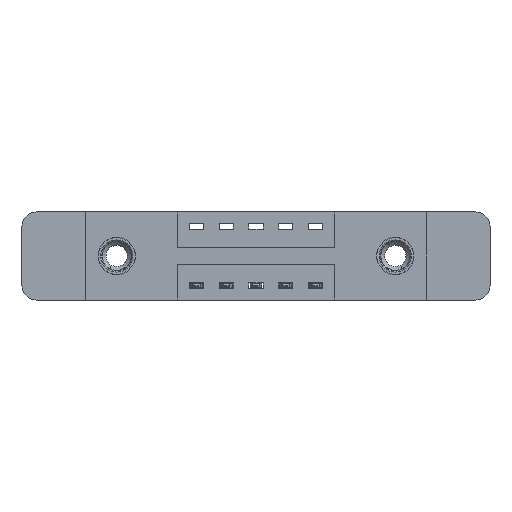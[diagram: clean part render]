
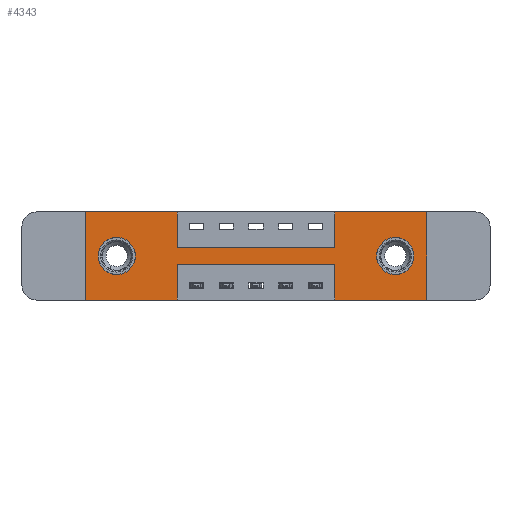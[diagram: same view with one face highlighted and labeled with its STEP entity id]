
A CAD part, front view. The second image highlights one B-rep face of the part: STEP entity #4343.
In plain terms, the highlighted planar face has unit normal (0, -1, 0).
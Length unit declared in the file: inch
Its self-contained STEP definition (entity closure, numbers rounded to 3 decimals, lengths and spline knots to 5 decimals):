
#136 = VERTEX_POINT ( 'NONE', #8757 ) ;
#186 = CARTESIAN_POINT ( 'NONE',  ( 1.0475, 0., -0.37 ) ) ;
#355 = FACE_OUTER_BOUND ( 'NONE', #10415, .T. ) ;
#431 = CIRCLE ( 'NONE', #2250, 0.078 ) ;
#439 = VERTEX_POINT ( 'NONE', #5825 ) ;
#676 = DIRECTION ( 'NONE',  ( 0., 1., 0. ) ) ;
#814 = EDGE_CURVE ( 'NONE', #4840, #2069, #10585, .T. ) ;
#918 = EDGE_CURVE ( 'NONE', #136, #3726, #13593, .T. ) ;
#1265 = AXIS2_PLACEMENT_3D ( 'NONE', #10260, #676, #13531 ) ;
#1500 = DIRECTION ( 'NONE',  ( -1., 0., 0. ) ) ;
#1506 = VERTEX_POINT ( 'NONE', #2213 ) ;
#1513 = CARTESIAN_POINT ( 'NONE',  ( 0., 0., 0. ) ) ;
#1554 = CARTESIAN_POINT ( 'NONE',  ( 1.0475, 0., -0.15 ) ) ;
#1612 = CARTESIAN_POINT ( 'NONE',  ( 0., 0., -0.37 ) ) ;
#1694 = CARTESIAN_POINT ( 'NONE',  ( 0.3875, 0., -0.37 ) ) ;
#1724 = DIRECTION ( 'NONE',  ( 0., 0., -1. ) ) ;
#1784 = VECTOR ( 'NONE', #6915, 39.37008 ) ;
#1846 = CARTESIAN_POINT ( 'NONE',  ( 0.1325, 0., -0.185 ) ) ;
#2069 = VERTEX_POINT ( 'NONE', #11176 ) ;
#2077 = LINE ( 'NONE', #6307, #5263 ) ;
#2084 = LINE ( 'NONE', #6114, #6656 ) ;
#2130 = CARTESIAN_POINT ( 'NONE',  ( 0.1325, 0., -0.107 ) ) ;
#2213 = CARTESIAN_POINT ( 'NONE',  ( 1.0475, 0., -0.37 ) ) ;
#2250 = AXIS2_PLACEMENT_3D ( 'NONE', #3833, #8039, #12612 ) ;
#2645 = DIRECTION ( 'NONE',  ( 0., 1., 0. ) ) ;
#2718 = CARTESIAN_POINT ( 'NONE',  ( 1.435, 0., 0. ) ) ;
#2746 = CARTESIAN_POINT ( 'NONE',  ( 0.3875, 0., -0.15 ) ) ;
#2780 = DIRECTION ( 'NONE',  ( 0., 0., -1. ) ) ;
#2839 = CARTESIAN_POINT ( 'NONE',  ( 1.435, 0., -0.37 ) ) ;
#2916 = VECTOR ( 'NONE', #6406, 39.37008 ) ;
#2952 = ORIENTED_EDGE ( 'NONE', *, *, #7034, .F. ) ;
#3035 = DIRECTION ( 'NONE',  ( -1., 0., 0. ) ) ;
#3043 = ORIENTED_EDGE ( 'NONE', *, *, #10317, .F. ) ;
#3085 = EDGE_LOOP ( 'NONE', ( #8966, #13166 ) ) ;
#3235 = VERTEX_POINT ( 'NONE', #1694 ) ;
#3481 = VERTEX_POINT ( 'NONE', #1612 ) ;
#3631 = CARTESIAN_POINT ( 'NONE',  ( 1.3025, 0., -0.263 ) ) ;
#3726 = VERTEX_POINT ( 'NONE', #10269 ) ;
#3741 = DIRECTION ( 'NONE',  ( 0., 1., 0. ) ) ;
#3833 = CARTESIAN_POINT ( 'NONE',  ( 0.1325, 0., -0.185 ) ) ;
#3921 = ORIENTED_EDGE ( 'NONE', *, *, #13241, .T. ) ;
#4130 = CARTESIAN_POINT ( 'NONE',  ( 0.3875, 0., -0.37 ) ) ;
#4136 = VECTOR ( 'NONE', #4959, 39.37008 ) ;
#4235 = ORIENTED_EDGE ( 'NONE', *, *, #918, .F. ) ;
#4343 = ADVANCED_FACE ( 'NONE', ( #6633, #4445, #355 ), #11029, .T. ) ;
#4445 = FACE_BOUND ( 'NONE', #5356, .T. ) ;
#4507 = CARTESIAN_POINT ( 'NONE',  ( 0.3875, 0., -0.15 ) ) ;
#4558 = VECTOR ( 'NONE', #12068, 39.37008 ) ;
#4685 = VECTOR ( 'NONE', #11786, 39.37008 ) ;
#4738 = VERTEX_POINT ( 'NONE', #2839 ) ;
#4840 = VERTEX_POINT ( 'NONE', #7474 ) ;
#4886 = EDGE_CURVE ( 'NONE', #3726, #3235, #11645, .T. ) ;
#4906 = AXIS2_PLACEMENT_3D ( 'NONE', #6557, #12941, #10883 ) ;
#4959 = DIRECTION ( 'NONE',  ( 1., 0., 0. ) ) ;
#5080 = EDGE_CURVE ( 'NONE', #8177, #6445, #7978, .T. ) ;
#5263 = VECTOR ( 'NONE', #12755, 39.37008 ) ;
#5356 = EDGE_LOOP ( 'NONE', ( #9193, #3921 ) ) ;
#5689 = VECTOR ( 'NONE', #2780, 39.37008 ) ;
#5789 = EDGE_CURVE ( 'NONE', #2069, #4738, #10146, .T. ) ;
#5796 = CIRCLE ( 'NONE', #10273, 0.078 ) ;
#5825 = CARTESIAN_POINT ( 'NONE',  ( 1.3025, 0., -0.107 ) ) ;
#5912 = DIRECTION ( 'NONE',  ( 1., 0., 0. ) ) ;
#6045 = ORIENTED_EDGE ( 'NONE', *, *, #814, .F. ) ;
#6114 = CARTESIAN_POINT ( 'NONE',  ( 0., 0., -0.37 ) ) ;
#6119 = ORIENTED_EDGE ( 'NONE', *, *, #5080, .F. ) ;
#6307 = CARTESIAN_POINT ( 'NONE',  ( 0., 0., 0. ) ) ;
#6333 = DIRECTION ( 'NONE',  ( 1., 0., 0. ) ) ;
#6406 = DIRECTION ( 'NONE',  ( 0., 0., 1. ) ) ;
#6445 = VERTEX_POINT ( 'NONE', #1554 ) ;
#6557 = CARTESIAN_POINT ( 'NONE',  ( 0., 0., -0.37 ) ) ;
#6633 = FACE_BOUND ( 'NONE', #3085, .T. ) ;
#6656 = VECTOR ( 'NONE', #9529, 39.37008 ) ;
#6915 = DIRECTION ( 'NONE',  ( 0., 0., -1. ) ) ;
#7034 = EDGE_CURVE ( 'NONE', #7869, #8977, #9858, .T. ) ;
#7042 = EDGE_CURVE ( 'NONE', #8977, #8177, #11170, .T. ) ;
#7046 = EDGE_CURVE ( 'NONE', #8576, #439, #10780, .T. ) ;
#7202 = AXIS2_PLACEMENT_3D ( 'NONE', #11246, #2645, #1724 ) ;
#7347 = ORIENTED_EDGE ( 'NONE', *, *, #7042, .F. ) ;
#7474 = CARTESIAN_POINT ( 'NONE',  ( 1.0475, 0., 0. ) ) ;
#7572 = CARTESIAN_POINT ( 'NONE',  ( 0., 0., -0.37 ) ) ;
#7869 = VERTEX_POINT ( 'NONE', #7951 ) ;
#7933 = DIRECTION ( 'NONE',  ( 0., 0., 1. ) ) ;
#7951 = CARTESIAN_POINT ( 'NONE',  ( 0., 0., 0. ) ) ;
#7978 = LINE ( 'NONE', #2746, #12910 ) ;
#8039 = DIRECTION ( 'NONE',  ( 0., 1., 0. ) ) ;
#8121 = CIRCLE ( 'NONE', #1265, 0.078 ) ;
#8136 = EDGE_CURVE ( 'NONE', #1506, #136, #13122, .T. ) ;
#8177 = VERTEX_POINT ( 'NONE', #4507 ) ;
#8178 = CARTESIAN_POINT ( 'NONE',  ( 0.3875, 0., -0.22 ) ) ;
#8191 = VERTEX_POINT ( 'NONE', #8681 ) ;
#8504 = ORIENTED_EDGE ( 'NONE', *, *, #5789, .F. ) ;
#8576 = VERTEX_POINT ( 'NONE', #3631 ) ;
#8681 = CARTESIAN_POINT ( 'NONE',  ( 0.1325, 0., -0.263 ) ) ;
#8757 = CARTESIAN_POINT ( 'NONE',  ( 1.0475, 0., -0.22 ) ) ;
#8765 = LINE ( 'NONE', #7572, #9211 ) ;
#8882 = EDGE_CURVE ( 'NONE', #439, #8576, #8121, .T. ) ;
#8966 = ORIENTED_EDGE ( 'NONE', *, *, #8882, .T. ) ;
#8977 = VERTEX_POINT ( 'NONE', #10068 ) ;
#9173 = VECTOR ( 'NONE', #6333, 39.37008 ) ;
#9193 = ORIENTED_EDGE ( 'NONE', *, *, #13265, .T. ) ;
#9211 = VECTOR ( 'NONE', #1500, 39.37008 ) ;
#9495 = CARTESIAN_POINT ( 'NONE',  ( 1.0475, 0., 0. ) ) ;
#9529 = DIRECTION ( 'NONE',  ( -1., 0., 0. ) ) ;
#9686 = ORIENTED_EDGE ( 'NONE', *, *, #4886, .F. ) ;
#9858 = LINE ( 'NONE', #1513, #4136 ) ;
#10068 = CARTESIAN_POINT ( 'NONE',  ( 0.3875, 0., 0. ) ) ;
#10146 = LINE ( 'NONE', #2718, #1784 ) ;
#10260 = CARTESIAN_POINT ( 'NONE',  ( 1.3025, 0., -0.185 ) ) ;
#10269 = CARTESIAN_POINT ( 'NONE',  ( 0.3875, 0., -0.22 ) ) ;
#10273 = AXIS2_PLACEMENT_3D ( 'NONE', #1846, #3741, #7933 ) ;
#10317 = EDGE_CURVE ( 'NONE', #3481, #7869, #2077, .T. ) ;
#10415 = EDGE_LOOP ( 'NONE', ( #9686, #4235, #13049, #11664, #8504, #6045, #13746, #6119, #7347, #2952, #3043, #12258 ) ) ;
#10585 = LINE ( 'NONE', #12911, #9173 ) ;
#10780 = CIRCLE ( 'NONE', #7202, 0.078 ) ;
#10883 = DIRECTION ( 'NONE',  ( 0., 0., -1. ) ) ;
#11029 = PLANE ( 'NONE',  #4906 ) ;
#11170 = LINE ( 'NONE', #12312, #5689 ) ;
#11176 = CARTESIAN_POINT ( 'NONE',  ( 1.435, 0., 0. ) ) ;
#11222 = EDGE_CURVE ( 'NONE', #4738, #1506, #8765, .T. ) ;
#11246 = CARTESIAN_POINT ( 'NONE',  ( 1.3025, 0., -0.185 ) ) ;
#11443 = LINE ( 'NONE', #9495, #2916 ) ;
#11645 = LINE ( 'NONE', #4130, #4685 ) ;
#11664 = ORIENTED_EDGE ( 'NONE', *, *, #11222, .F. ) ;
#11786 = DIRECTION ( 'NONE',  ( 0., 0., -1. ) ) ;
#11853 = EDGE_CURVE ( 'NONE', #6445, #4840, #11443, .T. ) ;
#12068 = DIRECTION ( 'NONE',  ( 0., 0., 1. ) ) ;
#12258 = ORIENTED_EDGE ( 'NONE', *, *, #12420, .F. ) ;
#12312 = CARTESIAN_POINT ( 'NONE',  ( 0.3875, 0., 0. ) ) ;
#12420 = EDGE_CURVE ( 'NONE', #3235, #3481, #2084, .T. ) ;
#12612 = DIRECTION ( 'NONE',  ( 0., 0., 1. ) ) ;
#12755 = DIRECTION ( 'NONE',  ( 0., 0., 1. ) ) ;
#12910 = VECTOR ( 'NONE', #5912, 39.37008 ) ;
#12911 = CARTESIAN_POINT ( 'NONE',  ( 0., 0., 0. ) ) ;
#12941 = DIRECTION ( 'NONE',  ( 0., -1., 0. ) ) ;
#12972 = VECTOR ( 'NONE', #3035, 39.37008 ) ;
#13029 = VERTEX_POINT ( 'NONE', #2130 ) ;
#13049 = ORIENTED_EDGE ( 'NONE', *, *, #8136, .F. ) ;
#13122 = LINE ( 'NONE', #186, #4558 ) ;
#13166 = ORIENTED_EDGE ( 'NONE', *, *, #7046, .T. ) ;
#13241 = EDGE_CURVE ( 'NONE', #8191, #13029, #5796, .T. ) ;
#13265 = EDGE_CURVE ( 'NONE', #13029, #8191, #431, .T. ) ;
#13531 = DIRECTION ( 'NONE',  ( 0., 0., -1. ) ) ;
#13593 = LINE ( 'NONE', #8178, #12972 ) ;
#13746 = ORIENTED_EDGE ( 'NONE', *, *, #11853, .F. ) ;
